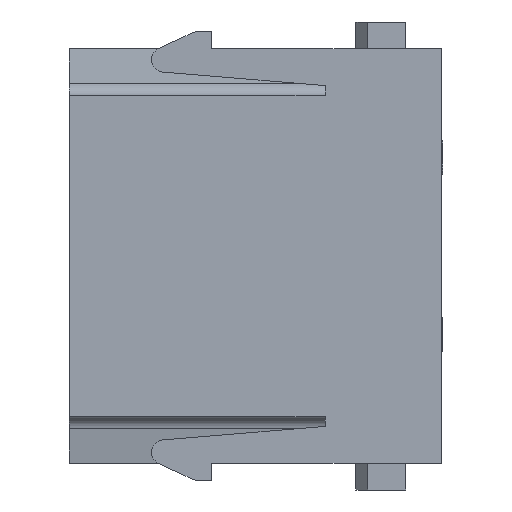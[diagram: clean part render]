
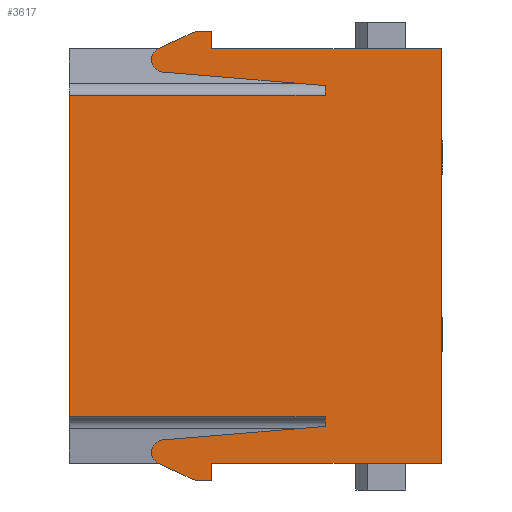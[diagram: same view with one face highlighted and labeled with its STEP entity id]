
A CAD part, left-side view. The second image highlights one B-rep face of the part: STEP entity #3617.
In plain terms, the highlighted planar face has unit normal (-1, 0, 0).
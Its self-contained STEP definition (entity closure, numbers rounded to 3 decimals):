
#184=DIRECTION('',(0.,0.,-1.));
#185=VECTOR('',#184,23.5);
#186=CARTESIAN_POINT('',(-7.3,9.3,11.8));
#187=LINE('',#186,#185);
#627=DIRECTION('',(0.,0.,1.));
#628=VECTOR('',#627,30.3);
#629=CARTESIAN_POINT('',(-7.3,-17.9,-15.1));
#630=LINE('',#629,#628);
#847=DIRECTION('',(0.,1.,0.));
#848=VECTOR('',#847,16.8);
#849=CARTESIAN_POINT('',(-7.3,-17.9,15.2));
#850=LINE('',#849,#848);
#989=DIRECTION('',(0.,0.996,-0.084));
#990=VECTOR('',#989,11.9);
#991=CARTESIAN_POINT('',(-7.3,-9.4,-12.4));
#992=LINE('',#991,#990);
#993=DIRECTION('',(0.,0.,-1.));
#994=VECTOR('',#993,0.7);
#995=CARTESIAN_POINT('',(-7.3,-9.4,-11.7));
#996=LINE('',#995,#994);
#997=DIRECTION('',(0.,-1.,0.));
#998=VECTOR('',#997,18.7);
#999=CARTESIAN_POINT('',(-7.3,9.3,-11.7));
#1000=LINE('',#999,#998);
#1001=DIRECTION('',(0.,-1.,0.));
#1002=VECTOR('',#1001,18.7);
#1003=CARTESIAN_POINT('',(-7.3,9.3,11.8));
#1004=LINE('',#1003,#1002);
#1005=DIRECTION('',(0.,0.,1.));
#1006=VECTOR('',#1005,0.7);
#1007=CARTESIAN_POINT('',(-7.3,-9.4,11.8));
#1008=LINE('',#1007,#1006);
#1009=DIRECTION('',(0.,0.996,0.084));
#1010=VECTOR('',#1009,11.9);
#1011=CARTESIAN_POINT('',(-7.3,-9.4,12.5));
#1012=LINE('',#1011,#1010);
#1013=CARTESIAN_POINT('',(-7.3,2.383,14.393));
#1014=DIRECTION('',(1.,0.,0.));
#1015=DIRECTION('',(0.,0.084,-0.996));
#1016=AXIS2_PLACEMENT_3D('',#1013,#1014,#1015);
#1018=DIRECTION('',(0.,-0.906,0.423));
#1019=VECTOR('',#1018,2.938);
#1020=CARTESIAN_POINT('',(-7.3,2.763,15.208));
#1021=LINE('',#1020,#1019);
#1022=DIRECTION('',(0.,-1.,0.));
#1023=VECTOR('',#1022,1.2);
#1024=CARTESIAN_POINT('',(-7.3,0.1,16.45));
#1025=LINE('',#1024,#1023);
#1026=DIRECTION('',(0.,0.,-1.));
#1027=VECTOR('',#1026,1.25);
#1028=CARTESIAN_POINT('',(-7.3,-1.1,16.45));
#1029=LINE('',#1028,#1027);
#1030=DIRECTION('',(0.,0.,-1.));
#1031=VECTOR('',#1030,1.25);
#1032=CARTESIAN_POINT('',(-7.3,-1.1,-15.1));
#1033=LINE('',#1032,#1031);
#1034=DIRECTION('',(0.,1.,0.));
#1035=VECTOR('',#1034,1.2);
#1036=CARTESIAN_POINT('',(-7.3,-1.1,-16.35));
#1037=LINE('',#1036,#1035);
#1038=DIRECTION('',(0.,0.906,0.423));
#1039=VECTOR('',#1038,2.938);
#1040=CARTESIAN_POINT('',(-7.3,0.1,-16.35));
#1041=LINE('',#1040,#1039);
#1042=CARTESIAN_POINT('',(-7.3,2.383,-14.293));
#1043=DIRECTION('',(1.,0.,0.));
#1044=DIRECTION('',(0.,0.423,-0.906));
#1045=AXIS2_PLACEMENT_3D('',#1042,#1043,#1044);
#1115=DIRECTION('',(0.,-1.,0.));
#1116=VECTOR('',#1115,16.8);
#1117=CARTESIAN_POINT('',(-7.3,-1.1,-15.1));
#1118=LINE('',#1117,#1116);
#1921=CARTESIAN_POINT('',(-7.3,-17.9,15.2));
#1922=VERTEX_POINT('',#1921);
#1923=CARTESIAN_POINT('',(-7.3,-1.1,15.2));
#1924=VERTEX_POINT('',#1923);
#1933=CARTESIAN_POINT('',(-7.3,-17.9,-15.1));
#1934=VERTEX_POINT('',#1933);
#1951=CARTESIAN_POINT('',(-7.3,-1.1,-15.1));
#1952=VERTEX_POINT('',#1951);
#1965=CARTESIAN_POINT('',(-7.3,-1.1,-16.35));
#1966=CARTESIAN_POINT('',(-7.3,0.1,-16.35));
#1967=VERTEX_POINT('',#1965);
#1968=VERTEX_POINT('',#1966);
#1969=CARTESIAN_POINT('',(-7.3,0.1,16.45));
#1970=CARTESIAN_POINT('',(-7.3,-1.1,16.45));
#1971=VERTEX_POINT('',#1969);
#1972=VERTEX_POINT('',#1970);
#2125=CARTESIAN_POINT('',(-7.3,9.3,11.8));
#2126=VERTEX_POINT('',#2125);
#2127=CARTESIAN_POINT('',(-7.3,-9.4,11.8));
#2128=VERTEX_POINT('',#2127);
#2129=CARTESIAN_POINT('',(-7.3,-9.4,12.5));
#2130=CARTESIAN_POINT('',(-7.3,2.458,13.496));
#2131=VERTEX_POINT('',#2129);
#2132=VERTEX_POINT('',#2130);
#2133=CARTESIAN_POINT('',(-7.3,2.763,15.208));
#2134=VERTEX_POINT('',#2133);
#2179=CARTESIAN_POINT('',(-7.3,-9.4,-11.7));
#2180=VERTEX_POINT('',#2179);
#2185=CARTESIAN_POINT('',(-7.3,2.458,-13.396));
#2187=VERTEX_POINT('',#2185);
#2211=CARTESIAN_POINT('',(-7.3,9.3,-11.7));
#2212=VERTEX_POINT('',#2211);
#2213=CARTESIAN_POINT('',(-7.3,-9.4,-12.4));
#2214=VERTEX_POINT('',#2213);
#2215=CARTESIAN_POINT('',(-7.3,2.763,-15.108));
#2216=VERTEX_POINT('',#2215);
#3577=CARTESIAN_POINT('',(-7.3,-4.3,0.05));
#3578=DIRECTION('',(1.,0.,0.));
#3579=DIRECTION('',(0.,0.,1.));
#3580=AXIS2_PLACEMENT_3D('',#3577,#3578,#3579);
#3581=PLANE('',#3580);
#3583=ORIENTED_EDGE('',*,*,#3582,.F.);
#3585=ORIENTED_EDGE('',*,*,#3584,.F.);
#3587=ORIENTED_EDGE('',*,*,#3586,.F.);
#3588=ORIENTED_EDGE('',*,*,#2668,.F.);
#3590=ORIENTED_EDGE('',*,*,#3589,.T.);
#3592=ORIENTED_EDGE('',*,*,#3591,.T.);
#3594=ORIENTED_EDGE('',*,*,#3593,.T.);
#3596=ORIENTED_EDGE('',*,*,#3595,.T.);
#3598=ORIENTED_EDGE('',*,*,#3597,.T.);
#3600=ORIENTED_EDGE('',*,*,#3599,.T.);
#3602=ORIENTED_EDGE('',*,*,#3601,.T.);
#3603=ORIENTED_EDGE('',*,*,#3307,.F.);
#3604=ORIENTED_EDGE('',*,*,#3202,.F.);
#3606=ORIENTED_EDGE('',*,*,#3605,.F.);
#3608=ORIENTED_EDGE('',*,*,#3607,.T.);
#3610=ORIENTED_EDGE('',*,*,#3609,.T.);
#3612=ORIENTED_EDGE('',*,*,#3611,.T.);
#3614=ORIENTED_EDGE('',*,*,#3613,.T.);
#3615=EDGE_LOOP('',(#3583,#3585,#3587,#3588,#3590,#3592,#3594,#3596,#3598,#3600,
#3602,#3603,#3604,#3606,#3608,#3610,#3612,#3614));
#3616=FACE_OUTER_BOUND('',#3615,.F.);
#3617=ADVANCED_FACE('',(#3616),#3581,.F.);
#1017=CIRCLE('',#1016,0.9);
#1046=CIRCLE('',#1045,0.9);
#2668=EDGE_CURVE('',#2126,#2212,#187,.T.);
#3202=EDGE_CURVE('',#1934,#1922,#630,.T.);
#3307=EDGE_CURVE('',#1922,#1924,#850,.T.);
#3582=EDGE_CURVE('',#2214,#2187,#992,.T.);
#3584=EDGE_CURVE('',#2180,#2214,#996,.T.);
#3586=EDGE_CURVE('',#2212,#2180,#1000,.T.);
#3589=EDGE_CURVE('',#2126,#2128,#1004,.T.);
#3591=EDGE_CURVE('',#2128,#2131,#1008,.T.);
#3593=EDGE_CURVE('',#2131,#2132,#1012,.T.);
#3595=EDGE_CURVE('',#2132,#2134,#1017,.T.);
#3597=EDGE_CURVE('',#2134,#1971,#1021,.T.);
#3599=EDGE_CURVE('',#1971,#1972,#1025,.T.);
#3601=EDGE_CURVE('',#1972,#1924,#1029,.T.);
#3605=EDGE_CURVE('',#1952,#1934,#1118,.T.);
#3607=EDGE_CURVE('',#1952,#1967,#1033,.T.);
#3609=EDGE_CURVE('',#1967,#1968,#1037,.T.);
#3611=EDGE_CURVE('',#1968,#2216,#1041,.T.);
#3613=EDGE_CURVE('',#2216,#2187,#1046,.T.);
